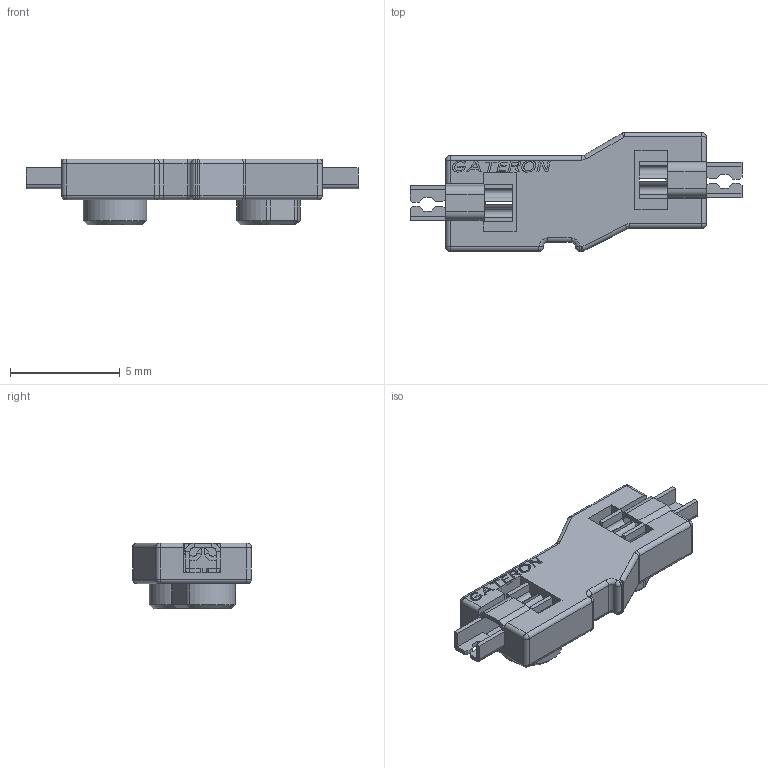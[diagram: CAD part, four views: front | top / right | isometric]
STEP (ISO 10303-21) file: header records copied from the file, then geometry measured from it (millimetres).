
FILE_DESCRIPTION((''),'2;1');
FILE_NAME('0001','2024-09-05T18:35:34',('admin'),(''),'CREO PARAMETRIC BY PTC INC, 2021164','CREO PARAMETRIC BY PTC INC, 2021164','');
FILE_SCHEMA(('AP203_CONFIGURATION_CONTROLLED_3D_DESIGN_OF_MECHANICAL_PARTS_AND_ASSEMBLIES_MIM_LF { 1 0 10303 403 2 1 2 }'));
Length unit declared in the file: millimetre
Products named in the file (1): 0001
Bounding box: 15.1 x 5.4 x 3 mm (x, y, z)
Volume: 92.9 mm3; surface area: 280.8 mm2
Topology: 7 solids, 7 shells, 386 faces, 917 edges, 558 vertices
Faces by surface type: plane 251, cylinder 70, extrusion 35, sphere 16, torus 8, cone 6
Entity records: 14309 total; most frequent: CARTESIAN_POINT 2143, ORIENTED_EDGE 1834, DIRECTION 1740, PRESENTATION_STYLE_ASSIGNMENT 984, STYLED_ITEM 925, CURVE_STYLE 918, EDGE_CURVE 917, VECTOR 728
